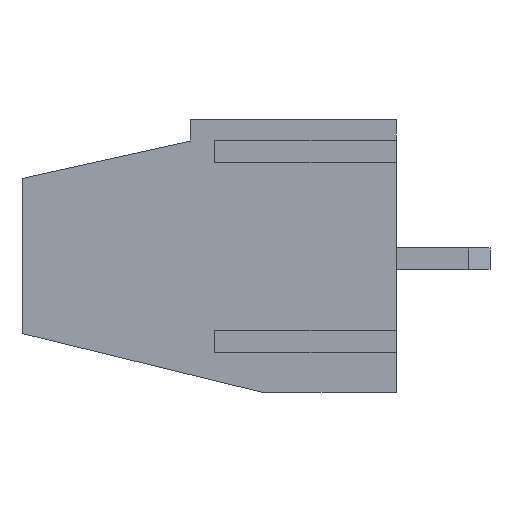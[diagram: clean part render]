
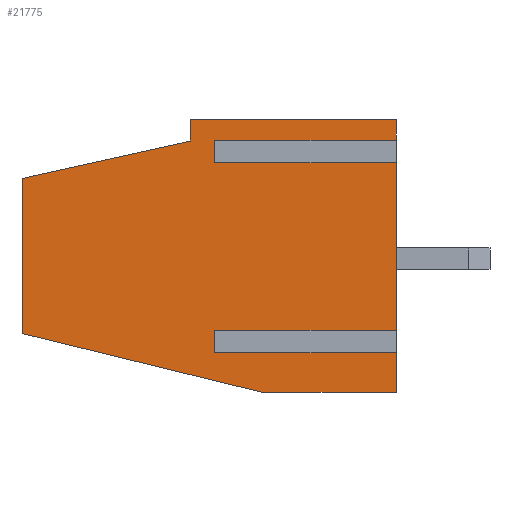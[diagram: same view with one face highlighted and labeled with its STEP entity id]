
A CAD part, left-side view. The second image highlights one B-rep face of the part: STEP entity #21775.
In plain terms, the highlighted planar face has unit normal (-1, 0, 0).
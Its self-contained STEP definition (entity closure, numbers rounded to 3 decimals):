
#61 = LINE ( 'NONE', #15150, #3499 ) ;
#208 = LINE ( 'NONE', #7803, #17363 ) ;
#357 = CARTESIAN_POINT ( 'NONE',  ( 0., 5., 0. ) ) ;
#1166 = LINE ( 'NONE', #22219, #5341 ) ;
#1727 = CARTESIAN_POINT ( 'NONE',  ( 0., 14., 10.2 ) ) ;
#1773 = DIRECTION ( 'NONE',  ( 0., -0.976, 0.217 ) ) ;
#2065 = VERTEX_POINT ( 'NONE', #11671 ) ;
#2339 = AXIS2_PLACEMENT_3D ( 'NONE', #1727, #7334, #5457 ) ;
#2549 = VERTEX_POINT ( 'NONE', #4345 ) ;
#2578 = ORIENTED_EDGE ( 'NONE', *, *, #9313, .F. ) ;
#2608 = ORIENTED_EDGE ( 'NONE', *, *, #10755, .F. ) ;
#2645 = DIRECTION ( 'NONE',  ( 0., 0.971, 0.237 ) ) ;
#2862 = ORIENTED_EDGE ( 'NONE', *, *, #19363, .T. ) ;
#2881 = CARTESIAN_POINT ( 'NONE',  ( 0., 6.8, 1.698 ) ) ;
#2897 = ORIENTED_EDGE ( 'NONE', *, *, #9345, .F. ) ;
#2989 = ORIENTED_EDGE ( 'NONE', *, *, #15673, .T. ) ;
#2993 = CARTESIAN_POINT ( 'NONE',  ( 0., 7.7, 9.4 ) ) ;
#3035 = CARTESIAN_POINT ( 'NONE',  ( 0., 0., 10.2 ) ) ;
#3193 = EDGE_CURVE ( 'NONE', #18975, #24568, #15207, .T. ) ;
#3499 = VECTOR ( 'NONE', #7669, 1000. ) ;
#3728 = PLANE ( 'NONE',  #2339 ) ;
#3789 = VECTOR ( 'NONE', #10456, 1000. ) ;
#4262 = CARTESIAN_POINT ( 'NONE',  ( 0., 6.8, 9.202 ) ) ;
#4284 = LINE ( 'NONE', #7783, #8760 ) ;
#4345 = CARTESIAN_POINT ( 'NONE',  ( 0., 0., 10.2 ) ) ;
#4428 = ORIENTED_EDGE ( 'NONE', *, *, #21146, .F. ) ;
#4657 = ORIENTED_EDGE ( 'NONE', *, *, #17103, .F. ) ;
#4692 = VECTOR ( 'NONE', #23191, 1000. ) ;
#4821 = VECTOR ( 'NONE', #21202, 1000. ) ;
#5192 = VECTOR ( 'NONE', #1773, 1000. ) ;
#5198 = DIRECTION ( 'NONE',  ( 0., 0., 1. ) ) ;
#5337 = VECTOR ( 'NONE', #19810, 1000. ) ;
#5341 = VECTOR ( 'NONE', #14859, 1000. ) ;
#5353 = VECTOR ( 'NONE', #18069, 1000. ) ;
#5457 = DIRECTION ( 'NONE',  ( 0., 0., -1. ) ) ;
#5493 = EDGE_CURVE ( 'NONE', #16188, #21588, #9776, .T. ) ;
#6024 = VERTEX_POINT ( 'NONE', #16745 ) ;
#6121 = ORIENTED_EDGE ( 'NONE', *, *, #7243, .F. ) ;
#6477 = LINE ( 'NONE', #23661, #5337 ) ;
#7243 = EDGE_CURVE ( 'NONE', #24568, #2549, #6477, .T. ) ;
#7334 = DIRECTION ( 'NONE',  ( 1., 0., 0. ) ) ;
#7465 = VERTEX_POINT ( 'NONE', #17314 ) ;
#7669 = DIRECTION ( 'NONE',  ( 0., 0., 1. ) ) ;
#7755 = LINE ( 'NONE', #22957, #11055 ) ;
#7783 = CARTESIAN_POINT ( 'NONE',  ( 0., 14., 10.2 ) ) ;
#7803 = CARTESIAN_POINT ( 'NONE',  ( 0., 6.8, 2.102 ) ) ;
#7924 = DIRECTION ( 'NONE',  ( 0., -1., 0. ) ) ;
#8238 = VERTEX_POINT ( 'NONE', #16298 ) ;
#8473 = LINE ( 'NONE', #2881, #3789 ) ;
#8725 = CARTESIAN_POINT ( 'NONE',  ( 0., 6.8, 8.798 ) ) ;
#8760 = VECTOR ( 'NONE', #21258, 1000. ) ;
#8925 = CARTESIAN_POINT ( 'NONE',  ( 0., 0., 10.2 ) ) ;
#9171 = CARTESIAN_POINT ( 'NONE',  ( 0., 6.8, 1.698 ) ) ;
#9313 = EDGE_CURVE ( 'NONE', #9592, #2065, #8473, .T. ) ;
#9345 = EDGE_CURVE ( 'NONE', #13097, #12593, #18448, .T. ) ;
#9402 = LINE ( 'NONE', #18905, #9682 ) ;
#9592 = VERTEX_POINT ( 'NONE', #9171 ) ;
#9640 = ORIENTED_EDGE ( 'NONE', *, *, #22184, .T. ) ;
#9682 = VECTOR ( 'NONE', #17036, 1000. ) ;
#9718 = DIRECTION ( 'NONE',  ( 0., 0., 1. ) ) ;
#9776 = LINE ( 'NONE', #11548, #21200 ) ;
#9853 = CARTESIAN_POINT ( 'NONE',  ( 0., 14., 2.2 ) ) ;
#10456 = DIRECTION ( 'NONE',  ( 0., -1., 0. ) ) ;
#10468 = EDGE_CURVE ( 'NONE', #7465, #18975, #13348, .T. ) ;
#10604 = CARTESIAN_POINT ( 'NONE',  ( 0., 7.7, 10.2 ) ) ;
#10755 = EDGE_CURVE ( 'NONE', #12749, #7465, #4284, .T. ) ;
#11055 = VECTOR ( 'NONE', #9718, 1000. ) ;
#11548 = CARTESIAN_POINT ( 'NONE',  ( 0., 14., 0. ) ) ;
#11671 = CARTESIAN_POINT ( 'NONE',  ( 0., 0., 1.698 ) ) ;
#12117 = CARTESIAN_POINT ( 'NONE',  ( 0., 6.8, 8.798 ) ) ;
#12593 = VERTEX_POINT ( 'NONE', #24524 ) ;
#12749 = VERTEX_POINT ( 'NONE', #9853 ) ;
#12902 = ORIENTED_EDGE ( 'NONE', *, *, #3193, .F. ) ;
#13025 = ORIENTED_EDGE ( 'NONE', *, *, #24048, .F. ) ;
#13097 = VERTEX_POINT ( 'NONE', #12117 ) ;
#13282 = VECTOR ( 'NONE', #15754, 1000. ) ;
#13348 = LINE ( 'NONE', #21099, #5192 ) ;
#13364 = LINE ( 'NONE', #4262, #4692 ) ;
#14121 = CARTESIAN_POINT ( 'NONE',  ( 0., 0., 2.102 ) ) ;
#14824 = LINE ( 'NONE', #22432, #23255 ) ;
#14859 = DIRECTION ( 'NONE',  ( 0., 0., -1. ) ) ;
#15056 = FACE_OUTER_BOUND ( 'NONE', #19261, .T. ) ;
#15150 = CARTESIAN_POINT ( 'NONE',  ( 0., 0., 10.2 ) ) ;
#15207 = LINE ( 'NONE', #15330, #4821 ) ;
#15330 = CARTESIAN_POINT ( 'NONE',  ( 0., 7.7, 9.4 ) ) ;
#15387 = ORIENTED_EDGE ( 'NONE', *, *, #5493, .T. ) ;
#15414 = DIRECTION ( 'NONE',  ( 0., -1., 0. ) ) ;
#15634 = CARTESIAN_POINT ( 'NONE',  ( 0., 5., 0. ) ) ;
#15673 = EDGE_CURVE ( 'NONE', #21588, #2065, #22134, .T. ) ;
#15754 = DIRECTION ( 'NONE',  ( 0., 0., 1. ) ) ;
#15861 = VERTEX_POINT ( 'NONE', #357 ) ;
#16188 = VERTEX_POINT ( 'NONE', #15634 ) ;
#16298 = CARTESIAN_POINT ( 'NONE',  ( 0., 0., 9.202 ) ) ;
#16745 = CARTESIAN_POINT ( 'NONE',  ( 0., 6.8, 2.102 ) ) ;
#16789 = EDGE_CURVE ( 'NONE', #16797, #12593, #19726, .T. ) ;
#16797 = VERTEX_POINT ( 'NONE', #14121 ) ;
#17036 = DIRECTION ( 'NONE',  ( 0., 0., 1. ) ) ;
#17103 = EDGE_CURVE ( 'NONE', #19386, #13097, #1166, .T. ) ;
#17314 = CARTESIAN_POINT ( 'NONE',  ( 0., 14., 8. ) ) ;
#17363 = VECTOR ( 'NONE', #7924, 1000. ) ;
#18069 = DIRECTION ( 'NONE',  ( 0., -1., 0. ) ) ;
#18448 = LINE ( 'NONE', #8725, #5353 ) ;
#18905 = CARTESIAN_POINT ( 'NONE',  ( 0., 6.8, 1.698 ) ) ;
#18975 = VERTEX_POINT ( 'NONE', #2993 ) ;
#19034 = ORIENTED_EDGE ( 'NONE', *, *, #16789, .T. ) ;
#19261 = EDGE_LOOP ( 'NONE', ( #2578, #23650, #2862, #19034, #2897, #4657, #22950, #9640, #6121, #12902, #24440, #2608, #13025, #4428, #15387, #2989 ) ) ;
#19363 = EDGE_CURVE ( 'NONE', #6024, #16797, #208, .T. ) ;
#19386 = VERTEX_POINT ( 'NONE', #20129 ) ;
#19726 = LINE ( 'NONE', #3035, #13282 ) ;
#19810 = DIRECTION ( 'NONE',  ( 0., -1., 0. ) ) ;
#20129 = CARTESIAN_POINT ( 'NONE',  ( 0., 6.8, 9.202 ) ) ;
#21099 = CARTESIAN_POINT ( 'NONE',  ( 0., 14., 8. ) ) ;
#21114 = EDGE_CURVE ( 'NONE', #19386, #8238, #13364, .T. ) ;
#21146 = EDGE_CURVE ( 'NONE', #16188, #15861, #7755, .T. ) ;
#21200 = VECTOR ( 'NONE', #15414, 1000. ) ;
#21202 = DIRECTION ( 'NONE',  ( 0., 0., 1. ) ) ;
#21258 = DIRECTION ( 'NONE',  ( 0., 0., 1. ) ) ;
#21588 = VERTEX_POINT ( 'NONE', #21884 ) ;
#21775 = ADVANCED_FACE ( 'NONE', ( #15056 ), #3728, .F. ) ;
#21884 = CARTESIAN_POINT ( 'NONE',  ( 0., 0., 0. ) ) ;
#22134 = LINE ( 'NONE', #8925, #23977 ) ;
#22184 = EDGE_CURVE ( 'NONE', #8238, #2549, #61, .T. ) ;
#22219 = CARTESIAN_POINT ( 'NONE',  ( 0., 6.8, 9.202 ) ) ;
#22432 = CARTESIAN_POINT ( 'NONE',  ( 0., 14., 2.2 ) ) ;
#22950 = ORIENTED_EDGE ( 'NONE', *, *, #21114, .T. ) ;
#22957 = CARTESIAN_POINT ( 'NONE',  ( 0., 5., 0. ) ) ;
#23191 = DIRECTION ( 'NONE',  ( 0., -1., 0. ) ) ;
#23255 = VECTOR ( 'NONE', #2645, 1000. ) ;
#23650 = ORIENTED_EDGE ( 'NONE', *, *, #23902, .T. ) ;
#23661 = CARTESIAN_POINT ( 'NONE',  ( 0., 14., 10.2 ) ) ;
#23902 = EDGE_CURVE ( 'NONE', #9592, #6024, #9402, .T. ) ;
#23977 = VECTOR ( 'NONE', #5198, 1000. ) ;
#24048 = EDGE_CURVE ( 'NONE', #15861, #12749, #14824, .T. ) ;
#24440 = ORIENTED_EDGE ( 'NONE', *, *, #10468, .F. ) ;
#24524 = CARTESIAN_POINT ( 'NONE',  ( 0., 0., 8.798 ) ) ;
#24568 = VERTEX_POINT ( 'NONE', #10604 ) ;
